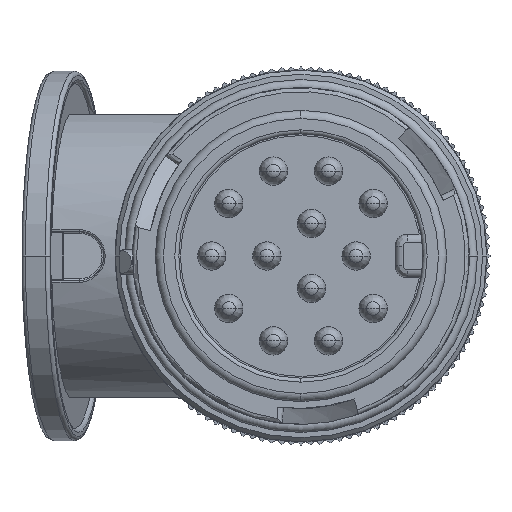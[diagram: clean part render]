
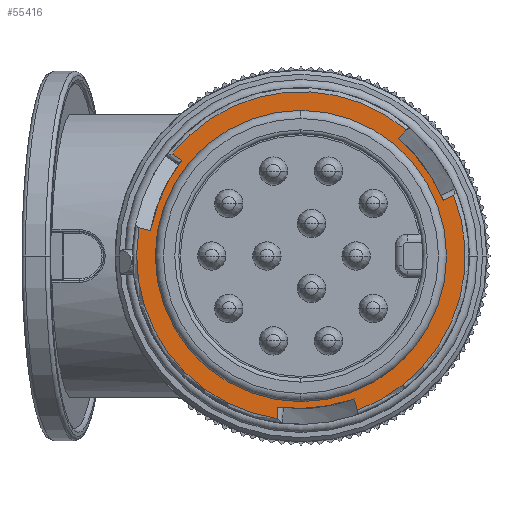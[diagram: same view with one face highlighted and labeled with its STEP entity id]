
A CAD part, left-side view. The second image highlights one B-rep face of the part: STEP entity #55416.
In plain terms, the highlighted planar face has unit normal (-1, 0, 0).
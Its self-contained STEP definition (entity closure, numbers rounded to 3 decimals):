
#19142=CARTESIAN_POINT('',(0.,2.946,-20.035));
#19143=CARTESIAN_POINT('',(0.,2.935,-19.878));
#19144=CARTESIAN_POINT('',(0.,2.914,-19.564));
#19145=CARTESIAN_POINT('',(0.,2.883,-19.096));
#19146=CARTESIAN_POINT('',(0.,2.862,-18.785));
#19147=CARTESIAN_POINT('',(0.,2.852,-18.63));
#19182=CARTESIAN_POINT('',(0.,0.,0.));
#19183=DIRECTION('',(-1.,0.,0.));
#19184=DIRECTION('',(0.,0.985,0.171));
#19185=AXIS2_PLACEMENT_3D('',#19182,#19183,#19184);
#19339=CARTESIAN_POINT('',(0.,15.877,12.569));
#19340=CARTESIAN_POINT('',(0.,15.747,12.481));
#19341=CARTESIAN_POINT('',(0.,15.486,12.306));
#19342=CARTESIAN_POINT('',(0.,15.096,12.045));
#19343=CARTESIAN_POINT('',(0.,14.837,11.871));
#19344=CARTESIAN_POINT('',(0.,14.708,11.785));
#19379=CARTESIAN_POINT('',(0.,0.,0.));
#19380=DIRECTION('',(-1.,0.,0.));
#19381=DIRECTION('',(0.,-0.641,0.768));
#19382=AXIS2_PLACEMENT_3D('',#19379,#19380,#19381);
#19536=CARTESIAN_POINT('',(0.,-18.823,7.466));
#19537=CARTESIAN_POINT('',(0.,-18.683,7.397));
#19538=CARTESIAN_POINT('',(0.,-18.402,7.259));
#19539=CARTESIAN_POINT('',(0.,-17.981,7.052));
#19540=CARTESIAN_POINT('',(0.,-17.7,6.914));
#19541=CARTESIAN_POINT('',(0.,-17.56,6.845));
#19571=CARTESIAN_POINT('',(0.,0.,0.));
#19572=DIRECTION('',(-1.,0.,0.));
#19573=DIRECTION('',(0.,-0.345,-0.939));
#19574=AXIS2_PLACEMENT_3D('',#19571,#19572,#19573);
#19583=DIRECTION('',(0.,-0.696,0.718));
#19584=VECTOR('',#19583,1.444);
#19585=CARTESIAN_POINT('',(0.,-11.97,14.51));
#19586=LINE('',#19585,#19584);
#19587=DIRECTION('',(0.,-0.274,-0.962));
#19588=VECTOR('',#19587,1.444);
#19589=CARTESIAN_POINT('',(0.,-6.581,-17.621));
#19590=LINE('',#19589,#19588);
#19591=DIRECTION('',(0.,0.97,0.244));
#19592=VECTOR('',#19591,1.444);
#19593=CARTESIAN_POINT('',(0.,18.551,3.112));
#19594=LINE('',#19593,#19592);
#19595=CARTESIAN_POINT('',(0.,0.,0.));
#19596=DIRECTION('',(-1.,0.,0.));
#19597=DIRECTION('',(0.,1.,0.));
#19598=AXIS2_PLACEMENT_3D('',#19595,#19596,#19597);
#19600=CARTESIAN_POINT('',(0.,0.,0.));
#19601=DIRECTION('',(-1.,0.,0.));
#19602=DIRECTION('',(0.,-1.,0.));
#19603=AXIS2_PLACEMENT_3D('',#19600,#19601,#19602);
#19605=CARTESIAN_POINT('',(0.,-17.56,6.845));
#19606=CARTESIAN_POINT('',(0.,-17.335,7.381));
#19607=CARTESIAN_POINT('',(0.,-16.831,8.447));
#19608=CARTESIAN_POINT('',(0.,-15.902,10.025));
#19609=CARTESIAN_POINT('',(0.,-14.79,11.574));
#19610=CARTESIAN_POINT('',(0.,-13.492,13.076));
#19611=CARTESIAN_POINT('',(0.,-12.5,14.039));
#19612=CARTESIAN_POINT('',(0.,-11.97,14.51));
#19662=CARTESIAN_POINT('',(0.,2.852,-18.63));
#19663=CARTESIAN_POINT('',(0.,2.276,-18.703));
#19664=CARTESIAN_POINT('',(0.,1.101,-18.8));
#19665=CARTESIAN_POINT('',(0.,-0.73,-18.784));
#19666=CARTESIAN_POINT('',(0.,-2.628,-18.595));
#19667=CARTESIAN_POINT('',(0.,-4.578,-18.223));
#19668=CARTESIAN_POINT('',(0.,-5.908,-17.845));
#19669=CARTESIAN_POINT('',(0.,-6.581,-17.621));
#19730=CARTESIAN_POINT('',(0.,14.708,11.785));
#19731=CARTESIAN_POINT('',(0.,15.06,11.323));
#19732=CARTESIAN_POINT('',(0.,15.731,10.353));
#19733=CARTESIAN_POINT('',(0.,16.633,8.759));
#19734=CARTESIAN_POINT('',(0.,17.418,7.022));
#19735=CARTESIAN_POINT('',(0.,18.071,5.147));
#19736=CARTESIAN_POINT('',(0.,18.408,3.806));
#19737=CARTESIAN_POINT('',(0.,18.551,3.112));
#24657=CARTESIAN_POINT('',(0.,17.25,0.));
#24658=CARTESIAN_POINT('',(0.,-17.25,0.));
#24659=VERTEX_POINT('',#24657);
#24660=VERTEX_POINT('',#24658);
#24679=CARTESIAN_POINT('',(0.,-6.581,-17.621));
#24680=CARTESIAN_POINT('',(0.,-6.976,-19.01));
#24681=VERTEX_POINT('',#24679);
#24682=VERTEX_POINT('',#24680);
#24712=CARTESIAN_POINT('',(0.,18.551,3.112));
#24713=CARTESIAN_POINT('',(0.,19.952,3.463));
#24714=VERTEX_POINT('',#24712);
#24715=VERTEX_POINT('',#24713);
#24730=CARTESIAN_POINT('',(0.,-11.97,14.51));
#24731=CARTESIAN_POINT('',(0.,-12.975,15.547));
#24732=VERTEX_POINT('',#24730);
#24733=VERTEX_POINT('',#24731);
#24751=VERTEX_POINT('',#19339);
#24752=VERTEX_POINT('',#19344);
#24756=VERTEX_POINT('',#19536);
#24757=VERTEX_POINT('',#19541);
#24761=VERTEX_POINT('',#19142);
#24762=VERTEX_POINT('',#19147);
#55388=CARTESIAN_POINT('',(0.,0.,0.));
#55389=DIRECTION('',(1.,0.,0.));
#55390=DIRECTION('',(0.,-1.,0.));
#55391=AXIS2_PLACEMENT_3D('',#55388,#55389,#55390);
#55392=PLANE('',#55391);
#55393=ORIENTED_EDGE('',*,*,#54992,.F.);
#55394=ORIENTED_EDGE('',*,*,#55008,.F.);
#55395=ORIENTED_EDGE('',*,*,#55092,.F.);
#55397=ORIENTED_EDGE('',*,*,#55396,.F.);
#55398=ORIENTED_EDGE('',*,*,#55283,.F.);
#55399=ORIENTED_EDGE('',*,*,#55299,.F.);
#55400=ORIENTED_EDGE('',*,*,#55377,.F.);
#55402=ORIENTED_EDGE('',*,*,#55401,.F.);
#55403=ORIENTED_EDGE('',*,*,#54698,.F.);
#55404=ORIENTED_EDGE('',*,*,#54714,.F.);
#55405=ORIENTED_EDGE('',*,*,#54797,.F.);
#55407=ORIENTED_EDGE('',*,*,#55406,.F.);
#55408=EDGE_LOOP('',(#55393,#55394,#55395,#55397,#55398,#55399,#55400,#55402,
#55403,#55404,#55405,#55407));
#55409=FACE_OUTER_BOUND('',#55408,.F.);
#55411=ORIENTED_EDGE('',*,*,#55410,.T.);
#55413=ORIENTED_EDGE('',*,*,#55412,.T.);
#55414=EDGE_LOOP('',(#55411,#55413));
#55415=FACE_BOUND('',#55414,.F.);
#55416=ADVANCED_FACE('',(#55409,#55415),#55392,.F.);
#19148=B_SPLINE_CURVE_WITH_KNOTS('',3,(#19142,#19143,#19144,#19145,#19146,
#19147),.UNSPECIFIED.,.F.,.F.,(4,1,1,4),(0.,0.333,
0.667,1.),.UNSPECIFIED.);
#19186=CIRCLE('',#19185,20.25);
#19345=B_SPLINE_CURVE_WITH_KNOTS('',3,(#19339,#19340,#19341,#19342,#19343,
#19344),.UNSPECIFIED.,.F.,.F.,(4,1,1,4),(0.,0.333,
0.667,1.),.UNSPECIFIED.);
#19383=CIRCLE('',#19382,20.25);
#19542=B_SPLINE_CURVE_WITH_KNOTS('',3,(#19536,#19537,#19538,#19539,#19540,
#19541),.UNSPECIFIED.,.F.,.F.,(4,1,1,4),(0.,0.333,
0.667,1.),.UNSPECIFIED.);
#19575=CIRCLE('',#19574,20.25);
#19599=CIRCLE('',#19598,17.25);
#19604=CIRCLE('',#19603,17.25);
#19613=B_SPLINE_CURVE_WITH_KNOTS('',3,(#19605,#19606,#19607,#19608,#19609,
#19610,#19611,#19612),.UNSPECIFIED.,.F.,.F.,(4,1,1,1,1,4),(0.,0.2,0.4,
0.6,0.8,1.),.UNSPECIFIED.);
#19670=B_SPLINE_CURVE_WITH_KNOTS('',3,(#19662,#19663,#19664,#19665,#19666,
#19667,#19668,#19669),.UNSPECIFIED.,.F.,.F.,(4,1,1,1,1,4),(0.,0.2,0.4,
0.6,0.8,1.),.UNSPECIFIED.);
#19738=B_SPLINE_CURVE_WITH_KNOTS('',3,(#19730,#19731,#19732,#19733,#19734,
#19735,#19736,#19737),.UNSPECIFIED.,.F.,.F.,(4,1,1,1,1,4),(0.,0.2,0.4,
0.6,0.8,1.),.UNSPECIFIED.);
#54698=EDGE_CURVE('',#24761,#24762,#19148,.T.);
#54714=EDGE_CURVE('',#24715,#24761,#19186,.T.);
#54797=EDGE_CURVE('',#24714,#24715,#19594,.T.);
#54992=EDGE_CURVE('',#24751,#24752,#19345,.T.);
#55008=EDGE_CURVE('',#24733,#24751,#19383,.T.);
#55092=EDGE_CURVE('',#24732,#24733,#19586,.T.);
#55283=EDGE_CURVE('',#24756,#24757,#19542,.T.);
#55299=EDGE_CURVE('',#24682,#24756,#19575,.T.);
#55377=EDGE_CURVE('',#24681,#24682,#19590,.T.);
#55396=EDGE_CURVE('',#24757,#24732,#19613,.T.);
#55401=EDGE_CURVE('',#24762,#24681,#19670,.T.);
#55406=EDGE_CURVE('',#24752,#24714,#19738,.T.);
#55410=EDGE_CURVE('',#24659,#24660,#19599,.T.);
#55412=EDGE_CURVE('',#24660,#24659,#19604,.T.);
